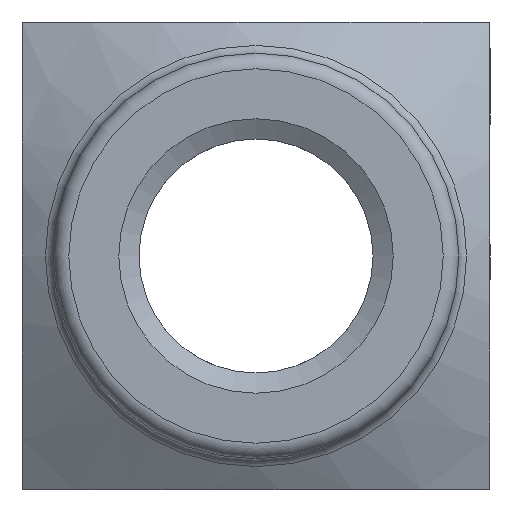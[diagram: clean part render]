
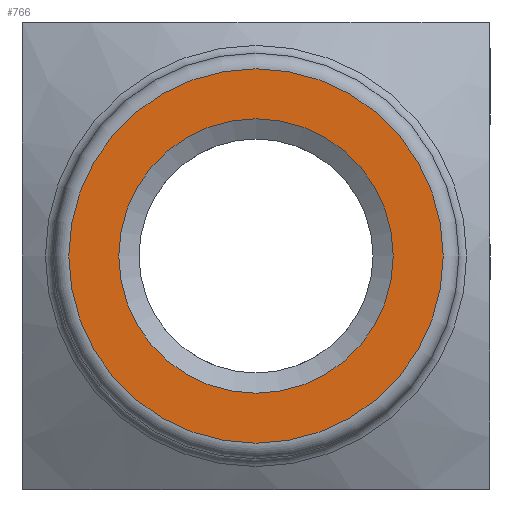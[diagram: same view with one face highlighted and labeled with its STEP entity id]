
A CAD part, front view. The second image highlights one B-rep face of the part: STEP entity #766.
In plain terms, the highlighted planar face has unit normal (0, -1, 0).
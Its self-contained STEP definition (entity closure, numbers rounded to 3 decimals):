
#30 = ORIENTED_EDGE ( 'NONE', *, *, #643, .T. ) ;
#76 = EDGE_CURVE ( 'NONE', #497, #497, #318, .T. ) ;
#78 = EDGE_LOOP ( 'NONE', ( #30 ) ) ;
#225 = FACE_BOUND ( 'NONE', #711, .T. ) ;
#253 = DIRECTION ( 'NONE',  ( 0., -1., 0. ) ) ;
#276 = AXIS2_PLACEMENT_3D ( 'NONE', #342, #624, #923 ) ;
#318 = CIRCLE ( 'NONE', #646, 17.598 ) ;
#342 = CARTESIAN_POINT ( 'NONE',  ( 0., -120., 0. ) ) ;
#430 = DIRECTION ( 'NONE',  ( 0., -1., 0. ) ) ;
#432 = CARTESIAN_POINT ( 'NONE',  ( 0., -120., 0. ) ) ;
#438 = CIRCLE ( 'NONE', #276, 24. ) ;
#497 = VERTEX_POINT ( 'NONE', #793 ) ;
#521 = DIRECTION ( 'NONE',  ( 1., 0., 0. ) ) ;
#624 = DIRECTION ( 'NONE',  ( 0., -1., 0. ) ) ;
#642 = PLANE ( 'NONE',  #682 ) ;
#643 = EDGE_CURVE ( 'NONE', #710, #710, #438, .T. ) ;
#646 = AXIS2_PLACEMENT_3D ( 'NONE', #906, #253, #521 ) ;
#647 = CARTESIAN_POINT ( 'NONE',  ( 24., -120., 0. ) ) ;
#648 = ORIENTED_EDGE ( 'NONE', *, *, #76, .F. ) ;
#682 = AXIS2_PLACEMENT_3D ( 'NONE', #432, #430, #719 ) ;
#710 = VERTEX_POINT ( 'NONE', #647 ) ;
#711 = EDGE_LOOP ( 'NONE', ( #648 ) ) ;
#719 = DIRECTION ( 'NONE',  ( 1., 0., 0. ) ) ;
#766 = ADVANCED_FACE ( 'NONE', ( #866, #225 ), #642, .T. ) ;
#793 = CARTESIAN_POINT ( 'NONE',  ( 17.598, -120., 0. ) ) ;
#866 = FACE_OUTER_BOUND ( 'NONE', #78, .T. ) ;
#906 = CARTESIAN_POINT ( 'NONE',  ( 0., -120., 0. ) ) ;
#923 = DIRECTION ( 'NONE',  ( 1., 0., 0. ) ) ;
